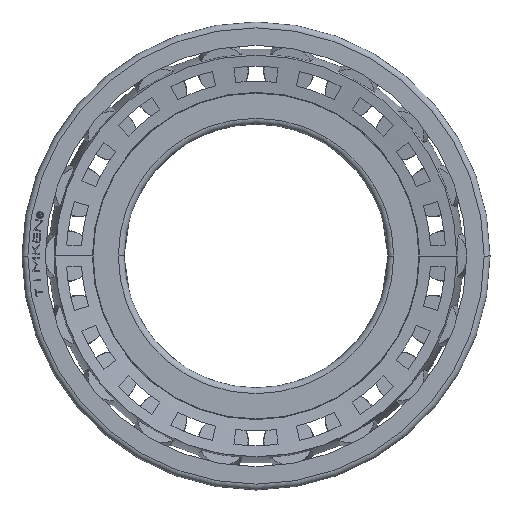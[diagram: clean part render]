
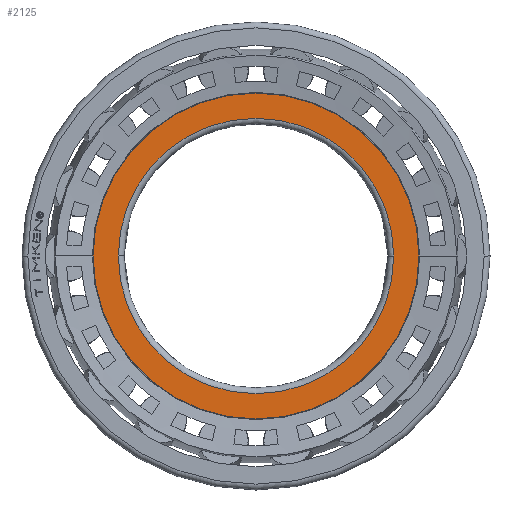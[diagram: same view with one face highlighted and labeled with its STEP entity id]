
A CAD part, left-side view. The second image highlights one B-rep face of the part: STEP entity #2125.
In plain terms, the highlighted planar face has unit normal (-1, 0, 0).
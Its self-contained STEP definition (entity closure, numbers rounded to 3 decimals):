
#2125=ADVANCED_FACE('',(#4444,#4445),#4446,.T.);
#4444=FACE_OUTER_BOUND('',#6760,.T.);
#4445=FACE_BOUND('',#6761,.T.);
#4446=PLANE('',#6762);
#6760=EDGE_LOOP('',(#13715,#13716));
#6761=EDGE_LOOP('',(#13717,#13718));
#6762=AXIS2_PLACEMENT_3D('',#13719,#13720,#13721);
#13715=ORIENTED_EDGE('',*,*,#16528,.T.);
#13716=ORIENTED_EDGE('',*,*,#16525,.T.);
#13717=ORIENTED_EDGE('',*,*,#16536,.F.);
#13718=ORIENTED_EDGE('',*,*,#16537,.F.);
#13719=CARTESIAN_POINT('',(-20.0,51.397,0.));
#13720=DIRECTION('',(-1.0,0.0,0.0));
#13721=DIRECTION('',(0.0,1.0,0.));
#16525=EDGE_CURVE('',#20659,#20657,#20660,.T.);
#16528=EDGE_CURVE('',#20657,#20659,#20663,.T.);
#16536=EDGE_CURVE('',#20673,#20674,#20675,.T.);
#16537=EDGE_CURVE('',#20674,#20673,#20676,.T.);
#20657=VERTEX_POINT('',#33184);
#20659=VERTEX_POINT('',#33187);
#20660=CIRCLE('',#33188,55.709);
#20663=CIRCLE('',#33192,55.709);
#20673=VERTEX_POINT('',#33204);
#20674=VERTEX_POINT('',#33205);
#20675=CIRCLE('',#33206,47.085);
#20676=CIRCLE('',#33207,47.085);
#33184=CARTESIAN_POINT('',(-20.0,55.709,0.));
#33187=CARTESIAN_POINT('',(-20.0,-55.709,0.));
#33188=AXIS2_PLACEMENT_3D('',#36297,#36298,#36299);
#33192=AXIS2_PLACEMENT_3D('',#36301,#36302,#36303);
#33204=CARTESIAN_POINT('',(-20.0,47.085,0.));
#33205=CARTESIAN_POINT('',(-20.0,-47.085,0.));
#33206=AXIS2_PLACEMENT_3D('',#36312,#36313,#36314);
#33207=AXIS2_PLACEMENT_3D('',#36315,#36316,#36317);
#36297=CARTESIAN_POINT('',(-20.0,0.0,0.0));
#36298=DIRECTION('',(-1.0,0.0,0.0));
#36299=DIRECTION('',(0.0,1.0,0.));
#36301=CARTESIAN_POINT('',(-20.0,0.0,0.0));
#36302=DIRECTION('',(-1.0,0.0,0.0));
#36303=DIRECTION('',(0.0,1.0,0.));
#36312=CARTESIAN_POINT('',(-20.0,0.0,0.0));
#36313=DIRECTION('',(-1.0,0.0,0.0));
#36314=DIRECTION('',(0.0,1.0,0.));
#36315=CARTESIAN_POINT('',(-20.0,0.0,0.0));
#36316=DIRECTION('',(-1.0,0.0,0.0));
#36317=DIRECTION('',(0.0,1.0,0.));
